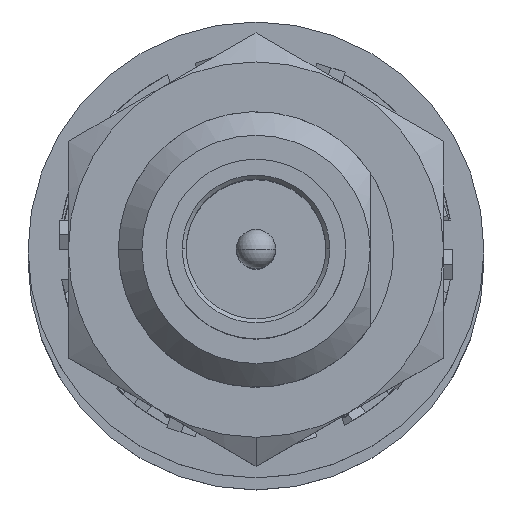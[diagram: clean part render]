
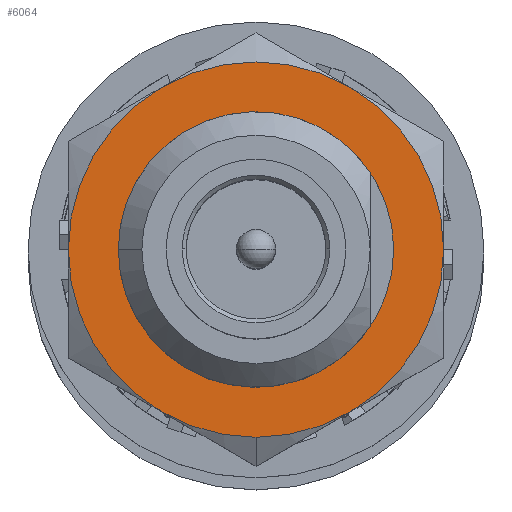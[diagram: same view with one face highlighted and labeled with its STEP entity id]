
A CAD part, top view. The second image highlights one B-rep face of the part: STEP entity #6064.
In plain terms, the highlighted face is planar.
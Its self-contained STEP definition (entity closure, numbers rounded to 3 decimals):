
#29 = FACE_BOUND ( 'NONE', #4657, .T. ) ;
#86 = ORIENTED_EDGE ( 'NONE', *, *, #4250, .T. ) ;
#131 = EDGE_CURVE ( 'NONE', #132, #200, #486, .T. ) ;
#132 = VERTEX_POINT ( 'NONE', #465 ) ;
#145 = AXIS2_PLACEMENT_3D ( 'NONE', #4351, #5323, #4873 ) ;
#200 = VERTEX_POINT ( 'NONE', #4863 ) ;
#332 = ORIENTED_EDGE ( 'NONE', *, *, #3953, .T. ) ;
#340 = CIRCLE ( 'NONE', #145, 1.753 ) ;
#349 = CIRCLE ( 'NONE', #2611, 2.388 ) ;
#411 = DIRECTION ( 'NONE',  ( 0., 1., 0. ) ) ;
#465 = CARTESIAN_POINT ( 'NONE',  ( -1.194, 0.5, -2.068 ) ) ;
#486 = CIRCLE ( 'NONE', #5560, 2.388 ) ;
#536 = AXIS2_PLACEMENT_3D ( 'NONE', #2766, #411, #898 ) ;
#563 = CIRCLE ( 'NONE', #2755, 2.388 ) ;
#587 = ORIENTED_EDGE ( 'NONE', *, *, #2099, .F. ) ;
#606 = CARTESIAN_POINT ( 'NONE',  ( 1.194, 0.5, 2.068 ) ) ;
#653 = CIRCLE ( 'NONE', #2179, 2.388 ) ;
#765 = EDGE_CURVE ( 'NONE', #2554, #2011, #349, .T. ) ;
#790 = ORIENTED_EDGE ( 'NONE', *, *, #131, .T. ) ;
#898 = DIRECTION ( 'NONE',  ( 0., 0., 1. ) ) ;
#910 = EDGE_LOOP ( 'NONE', ( #86, #1981, #332, #2347, #4051, #790, #3715 ) ) ;
#1041 = CARTESIAN_POINT ( 'NONE',  ( 2.388, 0.5, 0. ) ) ;
#1131 = DIRECTION ( 'NONE',  ( 0., 0., 1. ) ) ;
#1154 = DIRECTION ( 'NONE',  ( 0., 1., 0. ) ) ;
#1188 = CARTESIAN_POINT ( 'NONE',  ( 0., 0.5, 2.388 ) ) ;
#1257 = CIRCLE ( 'NONE', #6005, 2.388 ) ;
#1268 = DIRECTION ( 'NONE',  ( 0., 0., 1. ) ) ;
#1381 = EDGE_CURVE ( 'NONE', #5522, #4708, #340, .T. ) ;
#1494 = DIRECTION ( 'NONE',  ( 0., 1., 0. ) ) ;
#1546 = ORIENTED_EDGE ( 'NONE', *, *, #1381, .F. ) ;
#1981 = ORIENTED_EDGE ( 'NONE', *, *, #765, .T. ) ;
#2011 = VERTEX_POINT ( 'NONE', #606 ) ;
#2099 = EDGE_CURVE ( 'NONE', #4708, #5522, #4047, .T. ) ;
#2179 = AXIS2_PLACEMENT_3D ( 'NONE', #3785, #3341, #3286 ) ;
#2262 = DIRECTION ( 'NONE',  ( 0., 0., 1. ) ) ;
#2347 = ORIENTED_EDGE ( 'NONE', *, *, #3409, .T. ) ;
#2371 = CARTESIAN_POINT ( 'NONE',  ( 1.194, 0.5, -2.068 ) ) ;
#2420 = CARTESIAN_POINT ( 'NONE',  ( 0., 0.5, 0. ) ) ;
#2477 = VERTEX_POINT ( 'NONE', #4843 ) ;
#2554 = VERTEX_POINT ( 'NONE', #1188 ) ;
#2555 = AXIS2_PLACEMENT_3D ( 'NONE', #2708, #3576, #1268 ) ;
#2611 = AXIS2_PLACEMENT_3D ( 'NONE', #2420, #3070, #3524 ) ;
#2708 = CARTESIAN_POINT ( 'NONE',  ( 0., 0.5, 0. ) ) ;
#2755 = AXIS2_PLACEMENT_3D ( 'NONE', #3170, #6097, #2262 ) ;
#2766 = CARTESIAN_POINT ( 'NONE',  ( 0., 0.5, 0. ) ) ;
#2771 = DIRECTION ( 'NONE',  ( 0., 0., 1. ) ) ;
#2826 = CIRCLE ( 'NONE', #4001, 2.388 ) ;
#3070 = DIRECTION ( 'NONE',  ( 0., 1., 0. ) ) ;
#3170 = CARTESIAN_POINT ( 'NONE',  ( 0., 0.5, 0. ) ) ;
#3223 = PLANE ( 'NONE',  #536 ) ;
#3286 = DIRECTION ( 'NONE',  ( 0., 0., 1. ) ) ;
#3341 = DIRECTION ( 'NONE',  ( 0., 1., 0. ) ) ;
#3409 = EDGE_CURVE ( 'NONE', #3573, #4006, #653, .T. ) ;
#3507 = CARTESIAN_POINT ( 'NONE',  ( 0., 0.5, 0. ) ) ;
#3524 = DIRECTION ( 'NONE',  ( 0., 0., 1. ) ) ;
#3573 = VERTEX_POINT ( 'NONE', #1041 ) ;
#3576 = DIRECTION ( 'NONE',  ( 0., 1., 0. ) ) ;
#3715 = ORIENTED_EDGE ( 'NONE', *, *, #4344, .T. ) ;
#3740 = AXIS2_PLACEMENT_3D ( 'NONE', #3507, #3971, #1131 ) ;
#3785 = CARTESIAN_POINT ( 'NONE',  ( 0., 0.5, 0. ) ) ;
#3953 = EDGE_CURVE ( 'NONE', #2011, #3573, #563, .T. ) ;
#3971 = DIRECTION ( 'NONE',  ( 0., 1., 0. ) ) ;
#4001 = AXIS2_PLACEMENT_3D ( 'NONE', #4021, #1154, #4492 ) ;
#4006 = VERTEX_POINT ( 'NONE', #2371 ) ;
#4021 = CARTESIAN_POINT ( 'NONE',  ( 0., 0.5, 0. ) ) ;
#4047 = CIRCLE ( 'NONE', #3740, 1.753 ) ;
#4051 = ORIENTED_EDGE ( 'NONE', *, *, #5556, .T. ) ;
#4054 = CIRCLE ( 'NONE', #2555, 2.388 ) ;
#4144 = DIRECTION ( 'NONE',  ( 0., 1., 0. ) ) ;
#4179 = CARTESIAN_POINT ( 'NONE',  ( 0., 0.5, 0. ) ) ;
#4250 = EDGE_CURVE ( 'NONE', #2477, #2554, #2826, .T. ) ;
#4324 = CARTESIAN_POINT ( 'NONE',  ( 0., 0.5, 0. ) ) ;
#4344 = EDGE_CURVE ( 'NONE', #200, #2477, #4054, .T. ) ;
#4351 = CARTESIAN_POINT ( 'NONE',  ( 0., 0.5, 0. ) ) ;
#4492 = DIRECTION ( 'NONE',  ( 0., 0., 1. ) ) ;
#4657 = EDGE_LOOP ( 'NONE', ( #587, #1546 ) ) ;
#4708 = VERTEX_POINT ( 'NONE', #5830 ) ;
#4843 = CARTESIAN_POINT ( 'NONE',  ( -1.194, 0.5, 2.068 ) ) ;
#4863 = CARTESIAN_POINT ( 'NONE',  ( -2.388, 0.5, 0. ) ) ;
#4873 = DIRECTION ( 'NONE',  ( 0., 0., 1. ) ) ;
#4937 = FACE_OUTER_BOUND ( 'NONE', #910, .T. ) ;
#5150 = CARTESIAN_POINT ( 'NONE',  ( 0., 0.5, -1.753 ) ) ;
#5222 = DIRECTION ( 'NONE',  ( 0., 0., 1. ) ) ;
#5323 = DIRECTION ( 'NONE',  ( 0., 1., 0. ) ) ;
#5522 = VERTEX_POINT ( 'NONE', #5150 ) ;
#5556 = EDGE_CURVE ( 'NONE', #4006, #132, #1257, .T. ) ;
#5560 = AXIS2_PLACEMENT_3D ( 'NONE', #4324, #1494, #5222 ) ;
#5830 = CARTESIAN_POINT ( 'NONE',  ( 0., 0.5, 1.753 ) ) ;
#6005 = AXIS2_PLACEMENT_3D ( 'NONE', #4179, #4144, #2771 ) ;
#6064 = ADVANCED_FACE ( 'NONE', ( #29, #4937 ), #3223, .T. ) ;
#6097 = DIRECTION ( 'NONE',  ( 0., 1., 0. ) ) ;
